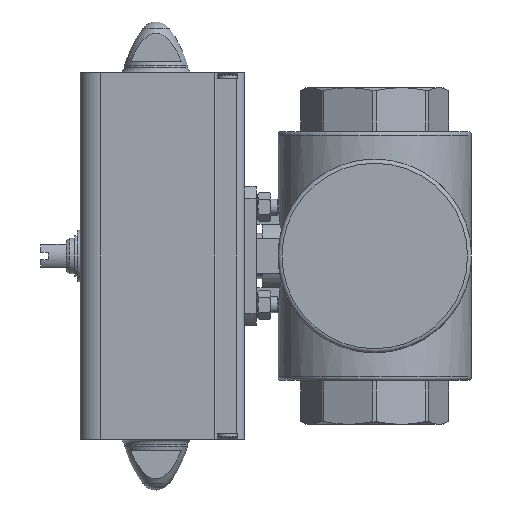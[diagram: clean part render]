
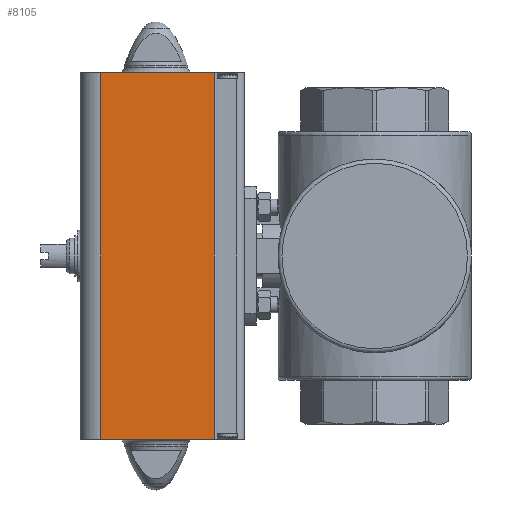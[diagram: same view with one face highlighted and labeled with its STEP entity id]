
A CAD part, left-side view. The second image highlights one B-rep face of the part: STEP entity #8105.
In plain terms, the highlighted planar face has unit normal (-1, 0, 0).
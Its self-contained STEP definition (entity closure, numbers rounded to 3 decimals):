
#261=PLANE('',#8904);
#758=LINE('',#13397,#1386);
#759=LINE('',#13400,#1387);
#760=LINE('',#13402,#1388);
#761=LINE('',#13404,#1389);
#1386=VECTOR('',#10614,1000.);
#1387=VECTOR('',#10615,1000.);
#1388=VECTOR('',#10616,1000.);
#1389=VECTOR('',#10617,1000.);
#3368=ORIENTED_EDGE('',*,*,#5035,.T.);
#3369=ORIENTED_EDGE('',*,*,#5036,.F.);
#3370=ORIENTED_EDGE('',*,*,#5037,.F.);
#3371=ORIENTED_EDGE('',*,*,#5038,.T.);
#5035=EDGE_CURVE('',#5954,#5955,#758,.T.);
#5036=EDGE_CURVE('',#5956,#5955,#759,.T.);
#5037=EDGE_CURVE('',#5957,#5956,#760,.T.);
#5038=EDGE_CURVE('',#5957,#5954,#761,.T.);
#5954=VERTEX_POINT('',#13398);
#5955=VERTEX_POINT('',#13399);
#5956=VERTEX_POINT('',#13401);
#5957=VERTEX_POINT('',#13403);
#6688=EDGE_LOOP('',(#3368,#3369,#3370,#3371));
#7377=FACE_BOUND('',#6688,.T.);
#8105=ADVANCED_FACE('',(#7377),#261,.F.);
#8904=AXIS2_PLACEMENT_3D('',#13396,#10612,#10613);
#10612=DIRECTION('',(1.,0.,0.));
#10613=DIRECTION('',(0.,0.,-1.));
#10614=DIRECTION('',(0.,-1.,0.));
#10615=DIRECTION('',(0.,0.,-1.));
#10616=DIRECTION('',(0.,-1.,0.));
#10617=DIRECTION('',(0.,0.,-1.));
#13396=CARTESIAN_POINT('',(-38.5,28.1,92.8));
#13397=CARTESIAN_POINT('',(-38.5,28.1,-92.8));
#13398=CARTESIAN_POINT('',(-38.5,28.1,-92.8));
#13399=CARTESIAN_POINT('',(-38.5,-29.6,-92.8));
#13400=CARTESIAN_POINT('',(-38.5,-29.6,92.8));
#13401=CARTESIAN_POINT('',(-38.5,-29.6,92.8));
#13402=CARTESIAN_POINT('',(-38.5,28.1,92.8));
#13403=CARTESIAN_POINT('',(-38.5,28.1,92.8));
#13404=CARTESIAN_POINT('',(-38.5,28.1,92.8));
